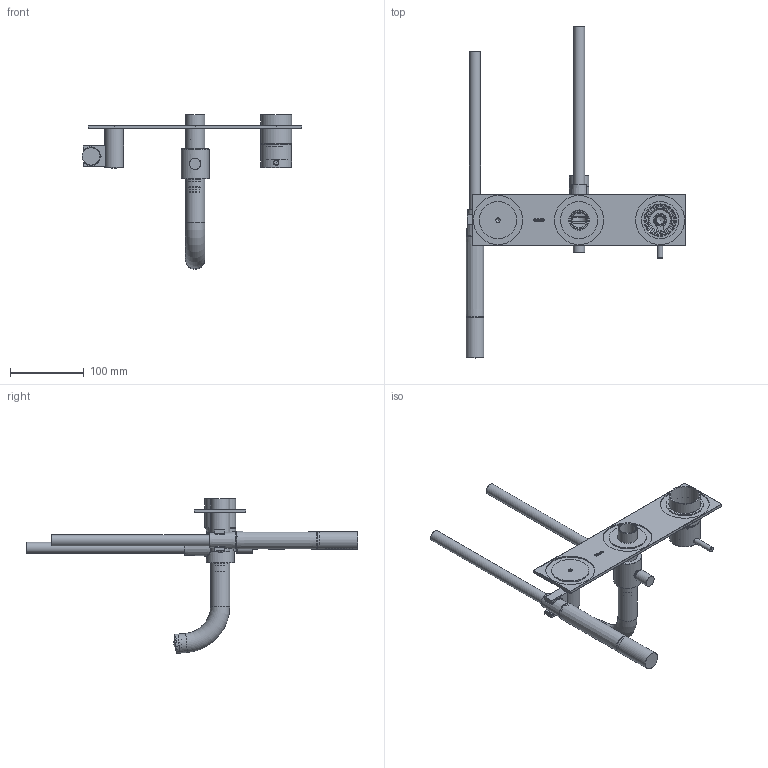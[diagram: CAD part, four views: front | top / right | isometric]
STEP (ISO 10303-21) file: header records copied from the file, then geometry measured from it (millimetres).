
FILE_DESCRIPTION(/* description */ ('Unknown'),/* implementation_level */ '2;1');
FILE_NAME(/* name */ 'CB126-00',/* time_stamp */ '2023-11-24T16:20:15+01:00',/* author */ ('Unknown'),/* organization */ ('Unknown'),/* preprocessor_version */ 'ST-DEVELOPER v18.102',/* originating_system */ 'Solid Edge',/* authorisation */ 'Unknown');
FILE_SCHEMA (('AUTOMOTIVE_DESIGN {1 0 10303 214 3 1 1}'));
Length unit declared in the file: millimetre
Products named in the file (23): CB126EXT-00; CB031-11; CB031-001_oa_0; CB031-12; CB003-08; CB026-07; CB26FL-00_oa_1; CB026-03; CB026-003_oa_2; CB026-04; CB026-01; GRANI serie(050614); B077-001_oa_3; B077-27; CB026-004 new support 2022_oa_4; CB026-10 new support 2022; CB026-05 new; GRANI serie(050609); support 026-027; M015-001; M352-00_oa_5; C063155_00101ZZ; A101064_01500ZZ
Assembly tree (23 placements, depth 3):
  CB126EXT-00
    CB031-11
    CB031-001_oa_0
      CB031-12
      CB003-08
    CB026-07
    CB26FL-00_oa_1
      CB026-03
    CB026-003_oa_2
      CB026-04
      CB026-01
      GRANI serie(050614)
    B077-001_oa_3
      B077-27
    CB026-004 new support 2022_oa_4
      CB026-10 new support 2022
      CB026-05 new
      GRANI serie(050609)
      support 026-027
    M015-001  x2
    M352-00_oa_5
      C063155_00101ZZ
      A101064_01500ZZ
Bounding box: 298.35 x 450.5 x 210.05 mm (x, y, z)
Volume: 292946 mm3; surface area: 179851.7 mm2
Topology: 18 solids, 18 shells, 761 faces, 1895 edges, 1188 vertices
Faces by surface type: plane 277, cylinder 224, bspline 116, cone 62, torus 55, sphere 27
Full cylindrical faces by diameter (mm): 1.2 x29, 3.242 x5, 3.3 x1, 4 x1, 4.5 x1, 5 x3, 5.5 x1, 6 x2, 7 x1, 7.2 x1, 8.3 x1, 8.5 x1, 11 x1, 11.5 x1, 12 x1, 15 x4, 15.5 x1, 16 x1, 16.5 x2, 18 x1, 18.4 x1, 18.5 x1, 18.6 x6, 20.8 x1, 21.2 x2, 21.6 x2, 21.8 x2, 22 x1, 22.2 x2, 22.376 x1
Entity records: 29220 total; most frequent: CARTESIAN_POINT 10794, ORIENTED_EDGE 3034, DIRECTION 2881, EDGE_CURVE 1517, AXIS2_PLACEMENT_3D 1152, FACE_BOUND 1101, EDGE_LOOP 1094, VERTEX_POINT 1068
